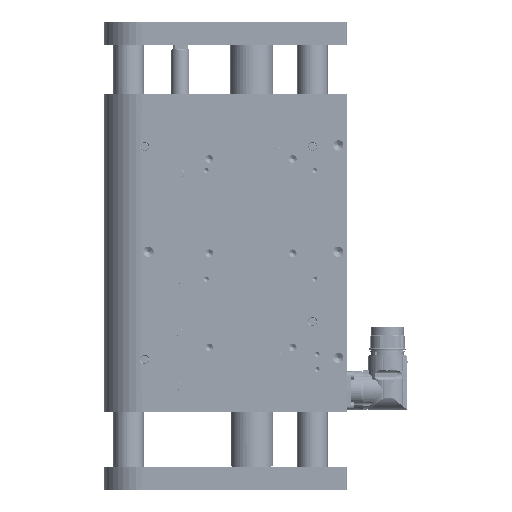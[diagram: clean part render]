
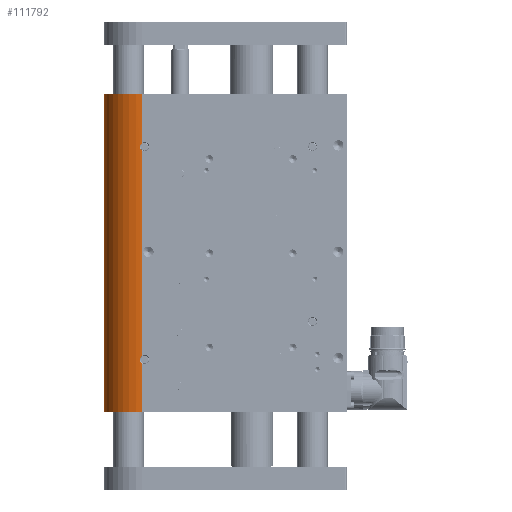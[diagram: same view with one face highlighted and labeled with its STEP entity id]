
A CAD part, left-side view. The second image highlights one B-rep face of the part: STEP entity #111792.
In plain terms, the highlighted cylindrical face has radius 25 mm (diameter 50 mm), a partial arc.
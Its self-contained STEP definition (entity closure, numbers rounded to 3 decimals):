
#723 = DIRECTION ( 'NONE',  ( 0., 0., -1. ) ) ;
#1505 = FACE_OUTER_BOUND ( 'NONE', #47530, .T. ) ;
#5557 = ORIENTED_EDGE ( 'NONE', *, *, #96830, .F. ) ;
#6282 = CARTESIAN_POINT ( 'NONE',  ( -25., 72., 209. ) ) ;
#9270 = CARTESIAN_POINT ( 'NONE',  ( -24.997, 72.438, 172.166 ) ) ;
#9748 = CARTESIAN_POINT ( 'NONE',  ( -25., 72., 37.127 ) ) ;
#11693 = CARTESIAN_POINT ( 'NONE',  ( -25., 72., 177.127 ) ) ;
#12984 = EDGE_CURVE ( 'NONE', #140723, #138613, #80727, .T. ) ;
#13480 = CARTESIAN_POINT ( 'NONE',  ( -25., 72., 209. ) ) ;
#13639 = CARTESIAN_POINT ( 'NONE',  ( 0., 72., 209. ) ) ;
#14095 = CARTESIAN_POINT ( 'NONE',  ( -24.988, 72.807, 176.455 ) ) ;
#16197 = EDGE_CURVE ( 'NONE', #140723, #70094, #77217, .T. ) ;
#17994 = CARTESIAN_POINT ( 'NONE',  ( -25., 72., 209. ) ) ;
#19496 = CARTESIAN_POINT ( 'NONE',  ( -24.971, 73.22, 33.218 ) ) ;
#20165 = DIRECTION ( 'NONE',  ( 0., 0., 1. ) ) ;
#20297 = CARTESIAN_POINT ( 'NONE',  ( -24.956, 73.481, 34.632 ) ) ;
#25501 = CARTESIAN_POINT ( 'NONE',  ( 25., 72., 209. ) ) ;
#29298 = CARTESIAN_POINT ( 'NONE',  ( -24.965, 73.317, 33.464 ) ) ;
#31373 = CIRCLE ( 'NONE', #90370, 25. ) ;
#34113 = EDGE_CURVE ( 'NONE', #86584, #67914, #74021, .T. ) ;
#36332 = CYLINDRICAL_SURFACE ( 'NONE', #111698, 25. ) ;
#37145 = DIRECTION ( 'NONE',  ( -1., 0., 0. ) ) ;
#37745 = CARTESIAN_POINT ( 'NONE',  ( -25., 72., 209. ) ) ;
#40643 = ORIENTED_EDGE ( 'NONE', *, *, #46139, .T. ) ;
#41294 = CARTESIAN_POINT ( 'NONE',  ( 0., 72., 0. ) ) ;
#43643 = DIRECTION ( 'NONE',  ( 0., 0., -1. ) ) ;
#43786 = CARTESIAN_POINT ( 'NONE',  ( -24.997, 72.441, 36.831 ) ) ;
#45674 = CARTESIAN_POINT ( 'NONE',  ( -25., 72., 171.873 ) ) ;
#46139 = EDGE_CURVE ( 'NONE', #101061, #67914, #96679, .T. ) ;
#47530 = EDGE_LOOP ( 'NONE', ( #140773, #57981, #5557, #40643, #60827, #71684, #113327, #148904 ) ) ;
#48067 = CARTESIAN_POINT ( 'NONE',  ( -24.958, 73.448, 173.973 ) ) ;
#49139 = CARTESIAN_POINT ( 'NONE',  ( -25., 72., 0. ) ) ;
#54195 = LINE ( 'NONE', #129162, #123118 ) ;
#55535 = VERTEX_POINT ( 'NONE', #71667 ) ;
#57981 = ORIENTED_EDGE ( 'NONE', *, *, #12984, .T. ) ;
#60827 = ORIENTED_EDGE ( 'NONE', *, *, #34113, .F. ) ;
#64252 = DIRECTION ( 'NONE',  ( 1., 0., 0. ) ) ;
#67914 = VERTEX_POINT ( 'NONE', #85130 ) ;
#69564 = CARTESIAN_POINT ( 'NONE',  ( -24.982, 72.964, 36.244 ) ) ;
#70094 = VERTEX_POINT ( 'NONE', #49139 ) ;
#71667 = CARTESIAN_POINT ( 'NONE',  ( 25., 72., 0. ) ) ;
#71684 = ORIENTED_EDGE ( 'NONE', *, *, #97237, .F. ) ;
#73071 = CARTESIAN_POINT ( 'NONE',  ( -24.956, 73.481, 174.239 ) ) ;
#74021 = LINE ( 'NONE', #37745, #152602 ) ;
#75446 = CARTESIAN_POINT ( 'NONE',  ( -24.997, 72.441, 176.831 ) ) ;
#77217 = LINE ( 'NONE', #13480, #115042 ) ;
#80727 = B_SPLINE_CURVE_WITH_KNOTS ( 'NONE', 3,
 ( #101887, #151164, #89827, #138996, #130083, #19496, #29298, #155149, #81680, #20297, #93767, #128522, #140621, #142977, #152774, #69564, #130873, #43786, #117191, #92215 ),
 .UNSPECIFIED., .F., .F.,
 ( 4, 2, 2, 2, 2, 2, 2, 2, 2, 4 ),
 ( 0., 0.001, 0.002, 0.003, 0.003, 0.004, 0.004, 0.005, 0.006, 0.006 ),
 .UNSPECIFIED. ) ;
#81680 = CARTESIAN_POINT ( 'NONE',  ( -24.956, 73.481, 34.239 ) ) ;
#85130 = CARTESIAN_POINT ( 'NONE',  ( -25., 72., 177.127 ) ) ;
#86007 = CARTESIAN_POINT ( 'NONE',  ( -24.988, 72.807, 172.545 ) ) ;
#86584 = VERTEX_POINT ( 'NONE', #6282 ) ;
#86771 = CARTESIAN_POINT ( 'NONE',  ( -24.971, 73.22, 173.218 ) ) ;
#89159 = CIRCLE ( 'NONE', #107102, 25. ) ;
#89827 = CARTESIAN_POINT ( 'NONE',  ( -24.997, 72.438, 32.166 ) ) ;
#90370 = AXIS2_PLACEMENT_3D ( 'NONE', #41294, #20165, #115451 ) ;
#92215 = CARTESIAN_POINT ( 'NONE',  ( -25., 72., 37.127 ) ) ;
#93767 = CARTESIAN_POINT ( 'NONE',  ( -24.957, 73.473, 34.762 ) ) ;
#96679 = B_SPLINE_CURVE_WITH_KNOTS ( 'NONE', 3,
 ( #45674, #131995, #9270, #86007, #98072, #86771, #148111, #48067, #73071, #121465, #112547, #98876, #124640, #135922, #147302, #136733, #14095, #75446, #123048, #11693 ),
 .UNSPECIFIED., .F., .F.,
 ( 4, 2, 2, 2, 2, 2, 2, 2, 2, 4 ),
 ( 0., 0.001, 0.002, 0.003, 0.003, 0.004, 0.004, 0.005, 0.006, 0.006 ),
 .UNSPECIFIED. ) ;
#96830 = EDGE_CURVE ( 'NONE', #101061, #138613, #102748, .T. ) ;
#97237 = EDGE_CURVE ( 'NONE', #121230, #86584, #89159, .T. ) ;
#98072 = CARTESIAN_POINT ( 'NONE',  ( -24.982, 72.963, 172.756 ) ) ;
#98267 = CARTESIAN_POINT ( 'NONE',  ( -25., 72., 31.873 ) ) ;
#98876 = CARTESIAN_POINT ( 'NONE',  ( -24.958, 73.44, 175.024 ) ) ;
#99057 = DIRECTION ( 'NONE',  ( 0., 0., -1. ) ) ;
#101061 = VERTEX_POINT ( 'NONE', #117405 ) ;
#101887 = CARTESIAN_POINT ( 'NONE',  ( -25., 72., 31.873 ) ) ;
#102748 = LINE ( 'NONE', #17994, #132776 ) ;
#103702 = EDGE_CURVE ( 'NONE', #121230, #55535, #54195, .T. ) ;
#107102 = AXIS2_PLACEMENT_3D ( 'NONE', #148234, #123971, #64252 ) ;
#111698 = AXIS2_PLACEMENT_3D ( 'NONE', #13639, #723, #37145 ) ;
#111792 = ADVANCED_FACE ( 'NONE', ( #1505 ), #36332, .T. ) ;
#111955 = DIRECTION ( 'NONE',  ( 0., 0., -1. ) ) ;
#112547 = CARTESIAN_POINT ( 'NONE',  ( -24.957, 73.473, 174.762 ) ) ;
#113327 = ORIENTED_EDGE ( 'NONE', *, *, #103702, .T. ) ;
#115042 = VECTOR ( 'NONE', #111955, 1000. ) ;
#115451 = DIRECTION ( 'NONE',  ( 1., 0., 0. ) ) ;
#117191 = CARTESIAN_POINT ( 'NONE',  ( -25., 72.23, 36.996 ) ) ;
#117405 = CARTESIAN_POINT ( 'NONE',  ( -25., 72., 171.873 ) ) ;
#121230 = VERTEX_POINT ( 'NONE', #25501 ) ;
#121465 = CARTESIAN_POINT ( 'NONE',  ( -24.956, 73.481, 174.632 ) ) ;
#122272 = EDGE_CURVE ( 'NONE', #55535, #70094, #31373, .T. ) ;
#123048 = CARTESIAN_POINT ( 'NONE',  ( -25., 72.23, 176.996 ) ) ;
#123118 = VECTOR ( 'NONE', #43643, 1000. ) ;
#123971 = DIRECTION ( 'NONE',  ( 0., 0., 1. ) ) ;
#124640 = CARTESIAN_POINT ( 'NONE',  ( -24.96, 73.415, 175.155 ) ) ;
#128522 = CARTESIAN_POINT ( 'NONE',  ( -24.958, 73.44, 35.024 ) ) ;
#129162 = CARTESIAN_POINT ( 'NONE',  ( 25., 72., 209. ) ) ;
#130083 = CARTESIAN_POINT ( 'NONE',  ( -24.982, 72.963, 32.756 ) ) ;
#130873 = CARTESIAN_POINT ( 'NONE',  ( -24.988, 72.807, 36.455 ) ) ;
#131995 = CARTESIAN_POINT ( 'NONE',  ( -25., 72.229, 172.004 ) ) ;
#132776 = VECTOR ( 'NONE', #152000, 1000. ) ;
#135922 = CARTESIAN_POINT ( 'NONE',  ( -24.965, 73.317, 175.537 ) ) ;
#136733 = CARTESIAN_POINT ( 'NONE',  ( -24.982, 72.964, 176.244 ) ) ;
#138613 = VERTEX_POINT ( 'NONE', #9748 ) ;
#138996 = CARTESIAN_POINT ( 'NONE',  ( -24.988, 72.807, 32.545 ) ) ;
#140621 = CARTESIAN_POINT ( 'NONE',  ( -24.96, 73.415, 35.155 ) ) ;
#140723 = VERTEX_POINT ( 'NONE', #98267 ) ;
#140773 = ORIENTED_EDGE ( 'NONE', *, *, #16197, .F. ) ;
#142977 = CARTESIAN_POINT ( 'NONE',  ( -24.965, 73.317, 35.537 ) ) ;
#147302 = CARTESIAN_POINT ( 'NONE',  ( -24.97, 73.221, 175.78 ) ) ;
#148111 = CARTESIAN_POINT ( 'NONE',  ( -24.965, 73.317, 173.464 ) ) ;
#148234 = CARTESIAN_POINT ( 'NONE',  ( 0., 72., 209. ) ) ;
#148904 = ORIENTED_EDGE ( 'NONE', *, *, #122272, .T. ) ;
#151164 = CARTESIAN_POINT ( 'NONE',  ( -25., 72.229, 32.004 ) ) ;
#152000 = DIRECTION ( 'NONE',  ( 0., 0., -1. ) ) ;
#152602 = VECTOR ( 'NONE', #99057, 1000. ) ;
#152774 = CARTESIAN_POINT ( 'NONE',  ( -24.97, 73.221, 35.78 ) ) ;
#155149 = CARTESIAN_POINT ( 'NONE',  ( -24.958, 73.448, 33.973 ) ) ;
